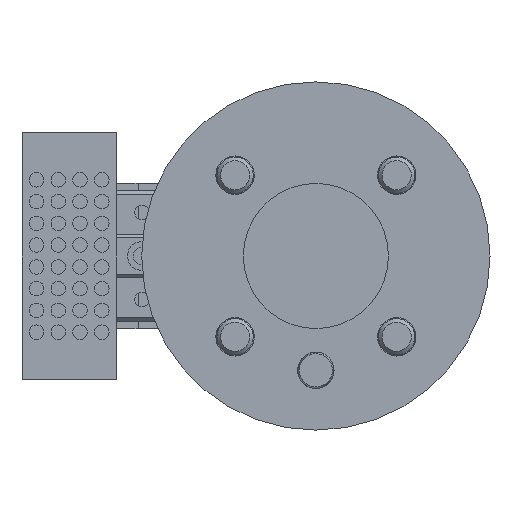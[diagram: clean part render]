
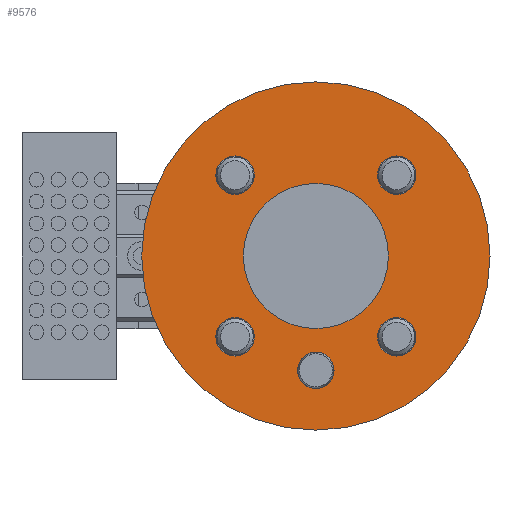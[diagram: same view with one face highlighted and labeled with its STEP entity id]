
A CAD part, left-side view. The second image highlights one B-rep face of the part: STEP entity #9576.
In plain terms, the highlighted planar face has unit normal (-1, 0, 0).
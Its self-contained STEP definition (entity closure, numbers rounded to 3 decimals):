
#200=FACE_BOUND('',#2234,.T.);
#201=FACE_BOUND('',#2235,.T.);
#202=FACE_BOUND('',#2236,.T.);
#203=FACE_BOUND('',#2237,.T.);
#204=FACE_BOUND('',#2238,.T.);
#205=FACE_BOUND('',#2239,.T.);
#526=CIRCLE('',#10432,2.503);
#532=CIRCLE('',#10443,2.65);
#534=CIRCLE('',#10446,2.65);
#536=CIRCLE('',#10449,2.65);
#538=CIRCLE('',#10452,2.65);
#543=CIRCLE('',#10462,10.001);
#544=CIRCLE('',#10464,24.);
#1533=FACE_OUTER_BOUND('',#2233,.T.);
#2233=EDGE_LOOP('',(#6620));
#2234=EDGE_LOOP('',(#6621));
#2235=EDGE_LOOP('',(#6622));
#2236=EDGE_LOOP('',(#6623));
#2237=EDGE_LOOP('',(#6624));
#2238=EDGE_LOOP('',(#6625));
#2239=EDGE_LOOP('',(#6626));
#4307=VERTEX_POINT('',#15241);
#4315=VERTEX_POINT('',#15265);
#4317=VERTEX_POINT('',#15271);
#4319=VERTEX_POINT('',#15277);
#4321=VERTEX_POINT('',#15283);
#4326=VERTEX_POINT('',#15302);
#4327=VERTEX_POINT('',#15306);
#5210=EDGE_CURVE('',#4307,#4307,#526,.T.);
#5222=EDGE_CURVE('',#4315,#4315,#532,.T.);
#5225=EDGE_CURVE('',#4317,#4317,#534,.T.);
#5228=EDGE_CURVE('',#4319,#4319,#536,.T.);
#5231=EDGE_CURVE('',#4321,#4321,#538,.T.);
#5239=EDGE_CURVE('',#4326,#4326,#543,.T.);
#5241=EDGE_CURVE('',#4327,#4327,#544,.T.);
#6620=ORIENTED_EDGE('',*,*,#5241,.F.);
#6621=ORIENTED_EDGE('',*,*,#5210,.T.);
#6622=ORIENTED_EDGE('',*,*,#5222,.T.);
#6623=ORIENTED_EDGE('',*,*,#5225,.T.);
#6624=ORIENTED_EDGE('',*,*,#5228,.T.);
#6625=ORIENTED_EDGE('',*,*,#5231,.T.);
#6626=ORIENTED_EDGE('',*,*,#5239,.T.);
#9255=PLANE('',#10463);
#9576=ADVANCED_FACE('',(#1533,#200,#201,#202,#203,#204,#205),#9255,.T.);
#10432=AXIS2_PLACEMENT_3D('',#15242,#11856,#11857);
#10443=AXIS2_PLACEMENT_3D('',#15267,#11884,#11885);
#10446=AXIS2_PLACEMENT_3D('',#15273,#11891,#11892);
#10449=AXIS2_PLACEMENT_3D('',#15279,#11898,#11899);
#10452=AXIS2_PLACEMENT_3D('',#15285,#11905,#11906);
#10462=AXIS2_PLACEMENT_3D('',#15303,#11928,#11929);
#10463=AXIS2_PLACEMENT_3D('',#15305,#11931,#11932);
#10464=AXIS2_PLACEMENT_3D('',#15307,#11933,#11934);
#11856=DIRECTION('center_axis',(1.,0.,0.));
#11857=DIRECTION('ref_axis',(0.,0.,1.));
#11884=DIRECTION('center_axis',(1.,0.,0.));
#11885=DIRECTION('ref_axis',(0.,-1.,0.));
#11891=DIRECTION('center_axis',(1.,0.,0.));
#11892=DIRECTION('ref_axis',(0.,0.,1.));
#11898=DIRECTION('center_axis',(1.,0.,0.));
#11899=DIRECTION('ref_axis',(0.,1.,0.));
#11905=DIRECTION('center_axis',(1.,0.,0.));
#11906=DIRECTION('ref_axis',(0.,0.,-1.));
#11928=DIRECTION('center_axis',(1.,0.,0.));
#11929=DIRECTION('ref_axis',(0.,0.,-1.));
#11931=DIRECTION('center_axis',(-1.,0.,0.));
#11932=DIRECTION('ref_axis',(0.,0.,1.));
#11933=DIRECTION('center_axis',(1.,0.,0.));
#11934=DIRECTION('ref_axis',(0.,0.,-1.));
#15241=CARTESIAN_POINT('',(5.5,0.,-18.253));
#15242=CARTESIAN_POINT('Origin',(5.5,0.,-15.75));
#15265=CARTESIAN_POINT('',(5.5,-8.487,-11.137));
#15267=CARTESIAN_POINT('Origin',(5.5,-11.137,-11.137));
#15271=CARTESIAN_POINT('',(5.5,-11.137,8.487));
#15273=CARTESIAN_POINT('Origin',(5.5,-11.137,11.137));
#15277=CARTESIAN_POINT('',(5.5,8.487,11.137));
#15279=CARTESIAN_POINT('Origin',(5.5,11.137,11.137));
#15283=CARTESIAN_POINT('',(5.5,11.137,-8.487));
#15285=CARTESIAN_POINT('Origin',(5.5,11.137,-11.137));
#15302=CARTESIAN_POINT('',(5.5,-10.001,0.));
#15303=CARTESIAN_POINT('Origin',(5.5,0.,0.));
#15305=CARTESIAN_POINT('Origin',(5.5,24.,0.));
#15306=CARTESIAN_POINT('',(5.5,-24.,0.));
#15307=CARTESIAN_POINT('Origin',(5.5,0.,0.));
